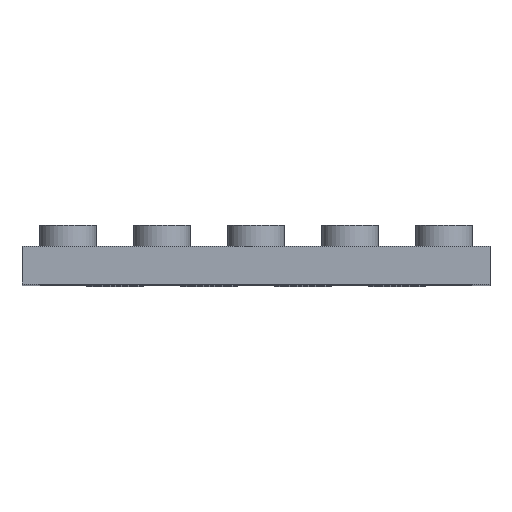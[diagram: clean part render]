
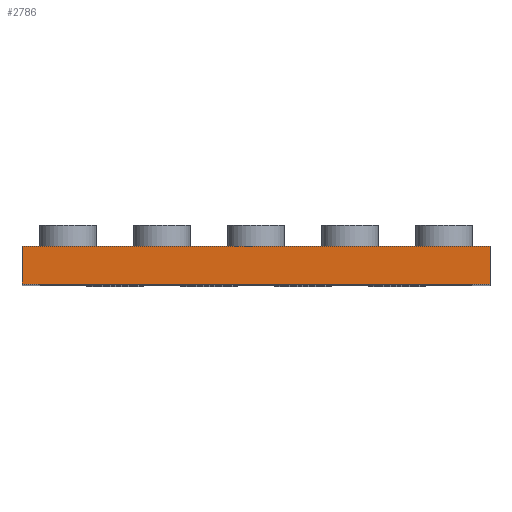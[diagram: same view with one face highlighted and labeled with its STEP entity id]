
A CAD part, top view. The second image highlights one B-rep face of the part: STEP entity #2786.
In plain terms, the highlighted planar face has unit normal (0, 0, 1).
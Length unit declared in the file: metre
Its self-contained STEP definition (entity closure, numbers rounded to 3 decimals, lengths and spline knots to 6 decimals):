
#4 = CARTESIAN_POINT('NONE', (-0.50546, 0, 1.01346));
#5 = VERTEX_POINT('NONE', #4);
#6 = CARTESIAN_POINT('NONE', (0.50546, 0, 1.01346));
#7 = VERTEX_POINT('NONE', #6);
#8 = CARTESIAN_POINT('NONE', (0.50546, 0.08128, 1.01346));
#9 = VERTEX_POINT('NONE', #8);
#10 = CARTESIAN_POINT('NONE', (-0.50546, 0.08128, 1.01346));
#11 = VERTEX_POINT('NONE', #10);
#380 = DIRECTION('NONE', (1, 0, 0));
#381 = VECTOR('NONE', #380, 1);
#382 = CARTESIAN_POINT('NONE', (-0.50546, 0, 1.01346));
#383 = LINE('NONE', #382, #381);
#384 = DIRECTION('NONE', (0, 1, 0));
#385 = VECTOR('NONE', #384, 1);
#386 = CARTESIAN_POINT('NONE', (0.50546, 0, 1.01346));
#387 = LINE('NONE', #386, #385);
#388 = DIRECTION('NONE', (1, 0, 0));
#389 = VECTOR('NONE', #388, 1);
#390 = CARTESIAN_POINT('NONE', (-0.50546, 0.08128, 1.01346));
#391 = LINE('NONE', #390, #389);
#392 = DIRECTION('NONE', (0, 1, 0));
#393 = VECTOR('NONE', #392, 1);
#394 = CARTESIAN_POINT('NONE', (-0.50546, 0, 1.01346));
#395 = LINE('NONE', #394, #393);
#1680 = EDGE_CURVE('NONE', #5, #7, #383, .T.);
#1681 = EDGE_CURVE('NONE', #7, #9, #387, .T.);
#1682 = EDGE_CURVE('NONE', #11, #9, #391, .T.);
#1683 = EDGE_CURVE('NONE', #5, #11, #395, .T.);
#1962 = CARTESIAN_POINT('NONE', (0, 0.04064, 1.01346));
#1963 = DIRECTION('NONE', (0, 0, 1));
#1964 = AXIS2_PLACEMENT_3D('NONE', #1962, #1963, $);
#1965 = PLANE('NONE', #1964);
#2780 = ORIENTED_EDGE('NONE', *, *, #1680, .T.);
#2781 = ORIENTED_EDGE('NONE', *, *, #1681, .T.);
#2782 = ORIENTED_EDGE('NONE', *, *, #1682, .F.);
#2783 = ORIENTED_EDGE('NONE', *, *, #1683, .F.);
#2784 = EDGE_LOOP('NONE', (#2780, #2781, #2782, #2783));
#2785 = FACE_BOUND('NONE', #2784, .T.);
#2786 = ADVANCED_FACE('NONE', (#2785), #1965, .T.);
